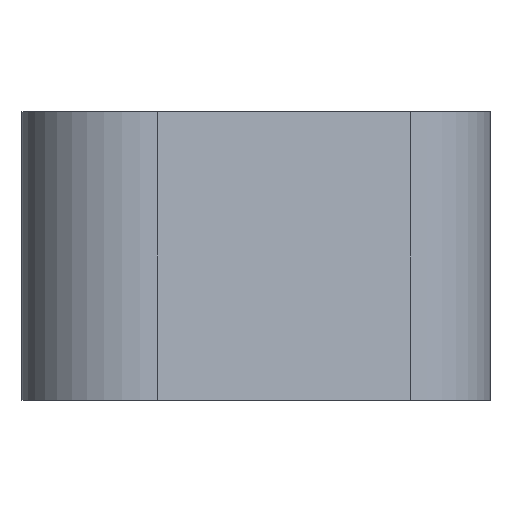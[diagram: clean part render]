
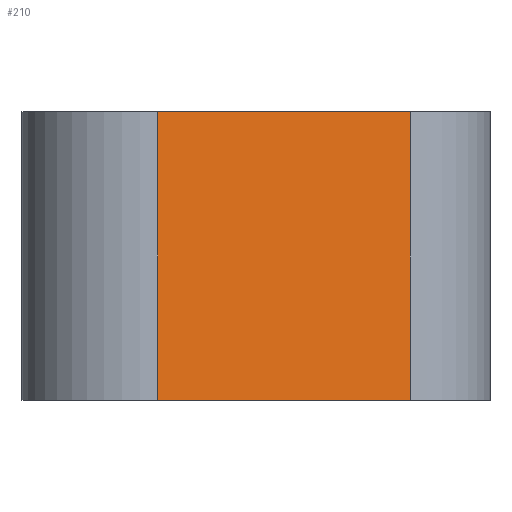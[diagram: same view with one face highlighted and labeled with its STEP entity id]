
A CAD part, front view. The second image highlights one B-rep face of the part: STEP entity #210.
In plain terms, the highlighted planar face has unit normal (0.26, -0.966, 0).
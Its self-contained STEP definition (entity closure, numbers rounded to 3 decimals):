
#1=CARTESIAN_POINT('POINT1',(-0.132,
   -0.412,-0.338));
#2=VERTEX_POINT('VERTEX1',#1);
#3=CARTESIAN_POINT('POINT2',(-0.132,
   -0.412,0.091));
#4=VERTEX_POINT('VERTEX2',#3);
#5=CARTESIAN_POINT('POS1',(-0.132,-0.412
   ,-0.338));
#6=DIRECTION('DIR1',(0.,0.,1.));
#7=VECTOR('VEC1',#6,1.);
#8=LINE('STRAIGHT1',#5,#7);
#9=EDGE_CURVE('EDGE1',#2,#4,#8,.T.);
#172=CARTESIAN_POINT('POINT13',(0.243,
   -0.311,0.091));
#173=VERTEX_POINT('VERTEX13',#172);
#176=CARTESIAN_POINT('POINT14',(0.243,
   -0.311,-0.338));
#177=VERTEX_POINT('VERTEX14',#176);
#178=CARTESIAN_POINT('POS22',(0.243,
   -0.311,-0.338));
#179=DIRECTION('DIR33',(0.,0.,1.));
#180=VECTOR('VEC11',#179,1.);
#181=LINE('STRAIGHT11',#178,#180);
#182=EDGE_CURVE('EDGE18',#173,#177,#181,.F.);
#189=CARTESIAN_POINT('POS23',(0.243,
   -0.311,-0.338));
#190=DIRECTION('DIR34',(-0.966,-0.26,
   0.));
#191=VECTOR('VEC12',#190,1.);
#192=LINE('STRAIGHT12',#189,#191);
#193=EDGE_CURVE('EDGE20',#177,#2,#192,.T.);
#194=ORIENTED_EDGE('COEDGE25',*,*,#193,.F.);
#195=ORIENTED_EDGE('COEDGE26',*,*,#182,.F.);
#196=CARTESIAN_POINT('POS24',(0.243,
   -0.311,0.091));
#197=DIRECTION('DIR35',(-0.966,-0.26,
   0.));
#198=VECTOR('VEC13',#197,1.);
#199=LINE('STRAIGHT13',#196,#198);
#200=EDGE_CURVE('EDGE21',#173,#4,#199,.T.);
#201=ORIENTED_EDGE('COEDGE27',*,*,#200,.T.);
#202=ORIENTED_EDGE('COEDGE28',*,*,#9,.F.);
#203=EDGE_LOOP('NONE',(#194,#195,#201,#202));
#204=FACE_BOUND('LOOP1',#203,.T.);
#205=CARTESIAN_POINT('POS25',(0.055,
   -0.362,-0.338));
#206=DIRECTION('DIR36',(-0.26,0.966,
   0.));
#207=DIRECTION('DIR37',(0.966,0.26,
   0.));
#208=AXIS2_PLACEMENT_3D('AXIS12',#205,#206,#207);
#209=PLANE('PLANE3',#208);
#210=ADVANCED_FACE('FACE7',(#204),#209,.F.);
